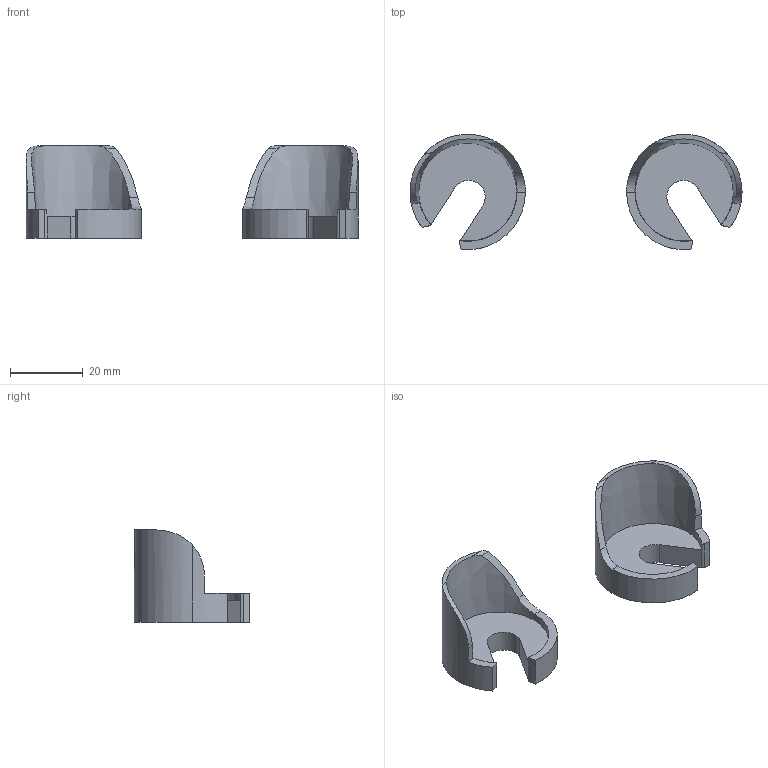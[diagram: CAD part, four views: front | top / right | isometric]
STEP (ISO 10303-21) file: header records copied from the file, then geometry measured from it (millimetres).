
FILE_DESCRIPTION (( 'STEP AP214' ), '1' );
FILE_NAME ('DR0017.STEP', '2014-11-20T18:34:56', ( '' ), ( '' ), 'SwSTEP 2.0', 'SolidWorks 2014', '' );
FILE_SCHEMA (( 'AUTOMOTIVE_DESIGN' ));
Length unit declared in the file: millimetre
Products named in the file (3): DR0017R; DR0017L; DR0017
Assembly tree (2 placements, depth 2):
  DR0017
    DR0017L
    DR0017R
Bounding box: 91.36 x 31.73 x 25.4 mm (x, y, z)
Volume: 10692.5 mm3; surface area: 7419.4 mm2
Topology: 2 solids, 2 shells, 48 faces, 128 edges, 84 vertices
Faces by surface type: plane 22, cylinder 20, cone 6
Entity records: 1802 total; most frequent: CARTESIAN_POINT 505, ORIENTED_EDGE 256, DIRECTION 254, EDGE_CURVE 128, AXIS2_PLACEMENT_3D 97, VERTEX_POINT 84, VECTOR 60, LINE 60
